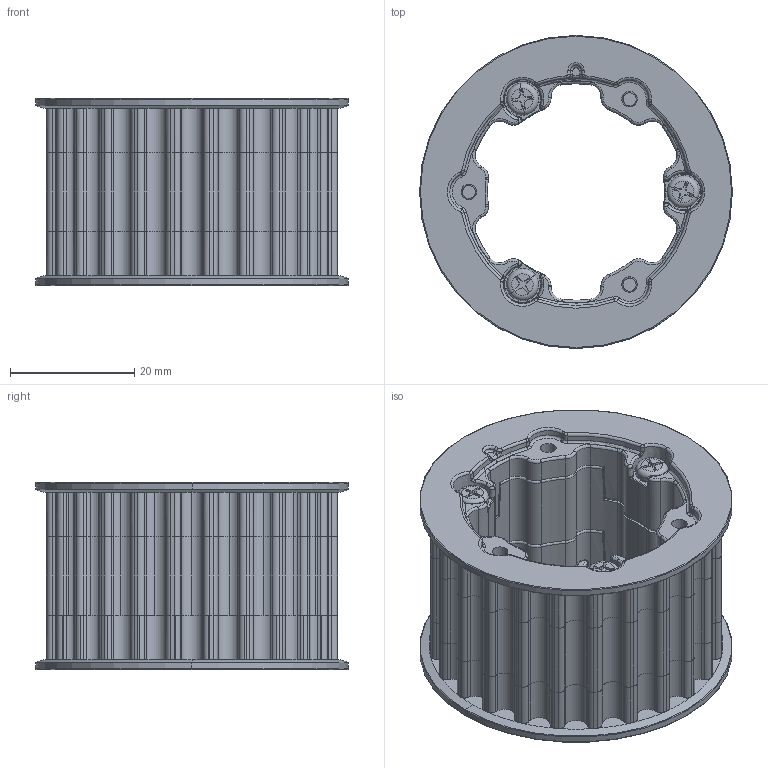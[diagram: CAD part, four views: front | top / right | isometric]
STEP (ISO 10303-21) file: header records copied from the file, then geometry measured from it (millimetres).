
FILE_DESCRIPTION (( 'STEP AP203' ), '1' );
FILE_NAME ('REV-25-2224.STEP', '2022-12-19T21:38:04', ( '' ), ( '' ), 'SwSTEP 2.0', 'SolidWorks 2022', '' );
FILE_SCHEMA (( 'CONFIG_CONTROL_DESIGN' ));
Length unit declared in the file: inch
Products named in the file (4): REV-21-2222; REV-25-2224; REV-21-2223; Screw_M3x12mm_Thread_Forming
Assembly tree (9 placements, depth 2):
  REV-25-2224
    REV-21-2222  x2
    REV-21-2223
    Screw_M3x12mm_Thread_Forming  x6
Bounding box: 50.44 x 50.44 x 30.16 mm (x, y, z)
Volume: 23091.9 mm3; surface area: 19583.5 mm2
Topology: 9 solids, 9 shells, 1779 faces, 4709 edges, 2910 vertices
Faces by surface type: cylinder 786, torus 407, bspline 256, plane 218, cone 112
Entity records: 37180 total; most frequent: CARTESIAN_POINT 11383, DIRECTION 5620, ORIENTED_EDGE 5406, EDGE_CURVE 2703, AXIS2_PLACEMENT_3D 2489, VERTEX_POINT 1684, CIRCLE 1619, EDGE_LOOP 1059
